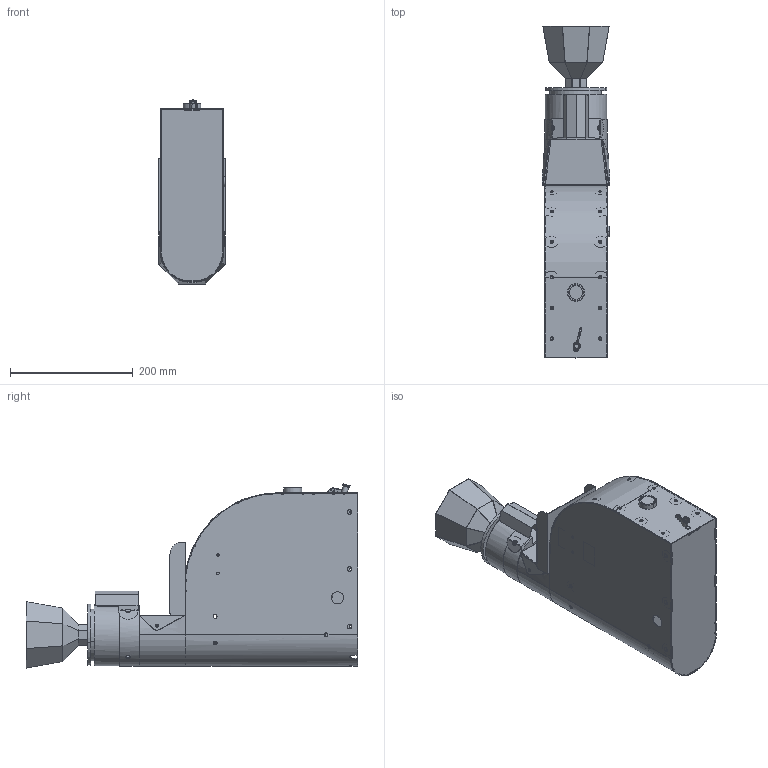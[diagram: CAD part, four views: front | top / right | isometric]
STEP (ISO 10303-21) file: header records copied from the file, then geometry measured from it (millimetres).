
FILE_DESCRIPTION(/* description */ ('VariCAD 2021-1.02 AP-214'),/* implementation_level */ '2;1');
FILE_NAME(/* name */ 'asm-00_BGrind-MKxi.stp',/* time_stamp */ '2022-06-12T20:28:20+02:00',/* author */ (''),/* organization */ (''),/* preprocessor_version */ 'VariCAD 2021-1.02',/* originating_system */ 'VariCAD 2021-1.02; kernel version (20180118)',/* authorisation */ '');
FILE_SCHEMA(('AUTOMOTIVE_DESIGN'));
Products named in the file (4): asm-00_BGrind-MKxi
Assembly tree (3 placements, depth 2):
  asm-00_BGrind-MKxi
    (unnamed)
    (unnamed)
    (unnamed)
Bounding box: 110 x 540.17 x 299.54 mm (x, y, z)
Volume: 2321706 mm3; surface area: 1008837 mm2
Topology: 86 solids, 88 shells, 2136 faces, 5925 edges, 3928 vertices
Faces by surface type: plane 1084, cylinder 770, cone 116, sphere 88, torus 58, bspline 20
Entity records: 73576 total; most frequent: CARTESIAN_POINT 18772, ORIENTED_EDGE 11634, DIRECTION 11062, EDGE_CURVE 5817, VERTEX_POINT 3922, AXIS2_PLACEMENT_3D 3856, LINE 3350, VECTOR 3350
